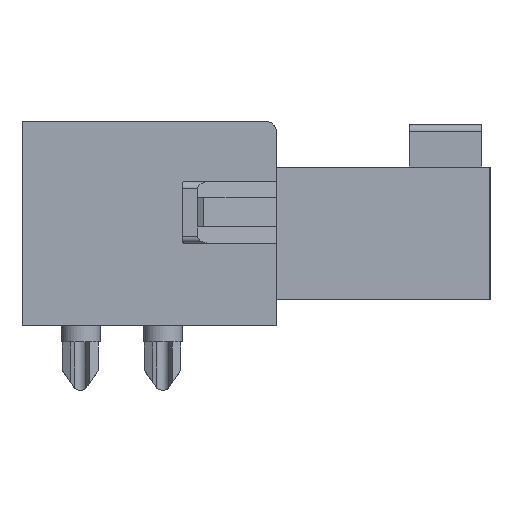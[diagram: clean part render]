
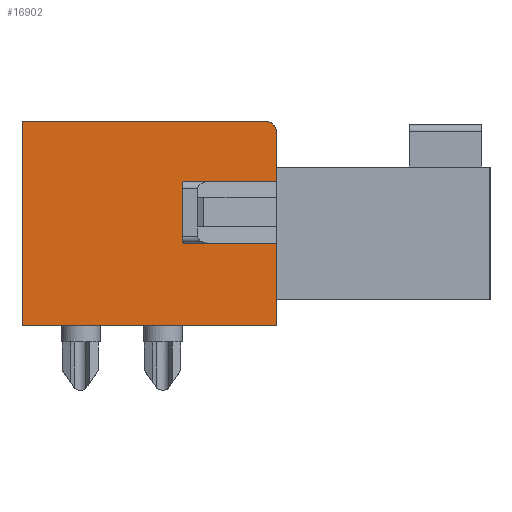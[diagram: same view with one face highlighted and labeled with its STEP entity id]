
A CAD part, left-side view. The second image highlights one B-rep face of the part: STEP entity #16902.
In plain terms, the highlighted planar face has unit normal (-1, 0, 0).
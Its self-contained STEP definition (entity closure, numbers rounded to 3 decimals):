
#1604 = VERTEX_POINT('',#1605);
#1605 = CARTESIAN_POINT('',(-14.375,-4.773,-0.002)
  );
#1611 = EDGE_CURVE('',#1604,#1612,#1614,.T.);
#1612 = VERTEX_POINT('',#1613);
#1613 = CARTESIAN_POINT('',(-14.375,3.077,
    -0.002));
#1614 = LINE('',#1615,#1616);
#1615 = CARTESIAN_POINT('',(-14.375,-70.019,
    -0.002));
#1616 = VECTOR('',#1617,1.);
#1617 = DIRECTION('',(0.,1.,0.));
#1905 = VERTEX_POINT('',#1906);
#1906 = CARTESIAN_POINT('',(-14.375,3.077,
    6.298));
#1914 = EDGE_CURVE('',#1612,#1905,#1915,.T.);
#1915 = LINE('',#1916,#1917);
#1916 = CARTESIAN_POINT('',(-14.375,3.077,
    -9.302));
#1917 = VECTOR('',#1918,1.);
#1918 = DIRECTION('',(0.,0.,1.));
#1938 = EDGE_CURVE('',#1905,#1939,#1941,.T.);
#1939 = VERTEX_POINT('',#1940);
#1940 = CARTESIAN_POINT('',(-14.375,-4.473,
    6.298));
#1941 = LINE('',#1942,#1943);
#1942 = CARTESIAN_POINT('',(-14.375,-70.019,
    6.298));
#1943 = VECTOR('',#1944,1.);
#1944 = DIRECTION('',(0.,-1.,0.));
#15336 = EDGE_CURVE('',#1939,#15337,#15339,.T.);
#15337 = VERTEX_POINT('',#15338);
#15338 = CARTESIAN_POINT('',(-14.375,-4.773,
    5.998));
#15339 = CIRCLE('',#15340,0.3);
#15340 = AXIS2_PLACEMENT_3D('',#15341,#15342,#15343);
#15341 = CARTESIAN_POINT('',(-14.375,-4.473,
    5.998));
#15342 = DIRECTION('',(1.,0.,0.));
#15343 = DIRECTION('',(0.,1.,0.));
#15369 = EDGE_CURVE('',#15337,#15370,#15372,.T.);
#15370 = VERTEX_POINT('',#15371);
#15371 = CARTESIAN_POINT('',(-14.375,-4.773,4.448));
#15372 = LINE('',#15373,#15374);
#15373 = CARTESIAN_POINT('',(-14.375,-4.773,
    -9.302));
#15374 = VECTOR('',#15375,1.);
#15375 = DIRECTION('',(0.,0.,-1.));
#15426 = VERTEX_POINT('',#15427);
#15427 = CARTESIAN_POINT('',(-14.375,-4.773,2.548));
#15433 = EDGE_CURVE('',#15426,#1604,#15434,.T.);
#15434 = LINE('',#15435,#15436);
#15435 = CARTESIAN_POINT('',(-14.375,-4.773,
    -9.302));
#15436 = VECTOR('',#15437,1.);
#15437 = DIRECTION('',(0.,0.,-1.));
#15583 = VERTEX_POINT('',#15584);
#15584 = CARTESIAN_POINT('',(-14.375,-2.119,
    2.548));
#15590 = EDGE_CURVE('',#15426,#15583,#15591,.T.);
#15591 = LINE('',#15592,#15593);
#15592 = CARTESIAN_POINT('',(-14.375,-70.019,
    2.548));
#15593 = VECTOR('',#15594,1.);
#15594 = DIRECTION('',(0.,1.,0.));
#15632 = VERTEX_POINT('',#15633);
#15633 = CARTESIAN_POINT('',(-14.375,-2.119,
    4.448));
#15639 = EDGE_CURVE('',#15583,#15632,#15640,.T.);
#15640 = LINE('',#15641,#15642);
#15641 = CARTESIAN_POINT('',(-14.375,-2.119,
    -9.302));
#15642 = VECTOR('',#15643,1.);
#15643 = DIRECTION('',(0.,0.,1.));
#15753 = EDGE_CURVE('',#15370,#15632,#15754,.T.);
#15754 = LINE('',#15755,#15756);
#15755 = CARTESIAN_POINT('',(-14.375,-70.019,
    4.448));
#15756 = VECTOR('',#15757,1.);
#15757 = DIRECTION('',(0.,1.,0.));
#16902 = ADVANCED_FACE('',(#16903),#16914,.T.);
#16903 = FACE_BOUND('',#16904,.T.);
#16904 = EDGE_LOOP('',(#16905,#16906,#16907,#16908,#16909,#16910,#16911,
    #16912,#16913));
#16905 = ORIENTED_EDGE('',*,*,#1938,.F.);
#16906 = ORIENTED_EDGE('',*,*,#1914,.F.);
#16907 = ORIENTED_EDGE('',*,*,#1611,.F.);
#16908 = ORIENTED_EDGE('',*,*,#15433,.F.);
#16909 = ORIENTED_EDGE('',*,*,#15590,.T.);
#16910 = ORIENTED_EDGE('',*,*,#15639,.T.);
#16911 = ORIENTED_EDGE('',*,*,#15753,.F.);
#16912 = ORIENTED_EDGE('',*,*,#15369,.F.);
#16913 = ORIENTED_EDGE('',*,*,#15336,.F.);
#16914 = PLANE('',#16915);
#16915 = AXIS2_PLACEMENT_3D('',#16916,#16917,#16918);
#16916 = CARTESIAN_POINT('',(-14.375,-13.573,-0.527));
#16917 = DIRECTION('',(-1.,0.,0.));
#16918 = DIRECTION('',(0.,1.,0.));
